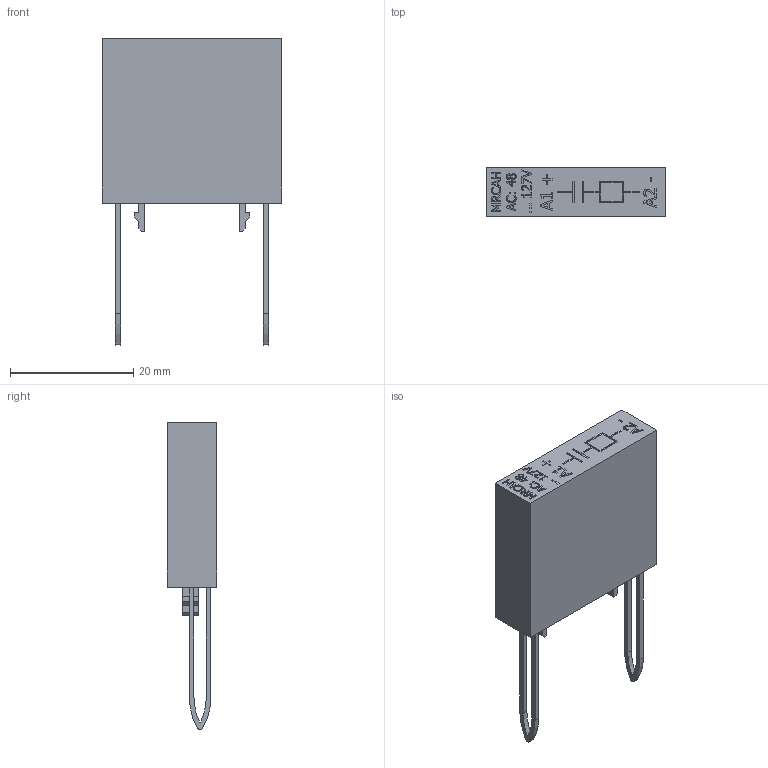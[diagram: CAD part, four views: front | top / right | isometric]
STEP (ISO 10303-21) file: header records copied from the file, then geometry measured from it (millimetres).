
FILE_DESCRIPTION((''),'2;1');
FILE_NAME('12C70085G03 - 300-SRCS2AH.stp','2015-05-26T09:26:00',('rshanor'),(''),'Autodesk Inventor 2013','Autodesk Inventor 2013','');
FILE_SCHEMA(('AUTOMOTIVE_DESIGN { 1 2 10303 214 0 1 1 1 }'));
Length unit declared in the file: inch
Products named in the file (1): 12C70085G03
Bounding box: 29.05 x 8.03 x 49.77 mm (x, y, z)
Volume: 3272.3 mm3; surface area: 7173.6 mm2
Topology: 1 solids, 1 shells, 982 faces, 2719 edges, 1790 vertices
Faces by surface type: plane 724, bspline 189, cylinder 63, torus 6
Full cylindrical faces by diameter (mm): 0.6 x9, 1.4 x1, 2.35 x1, 5.5 x1, 6.75 x1
Entity records: 33572 total; most frequent: CARTESIAN_POINT 8627, ORIENTED_EDGE 5398, DIRECTION 4039, EDGE_CURVE 2699, VECTOR 2191, LINE 2191, VERTEX_POINT 1787, EDGE_LOOP 1108
